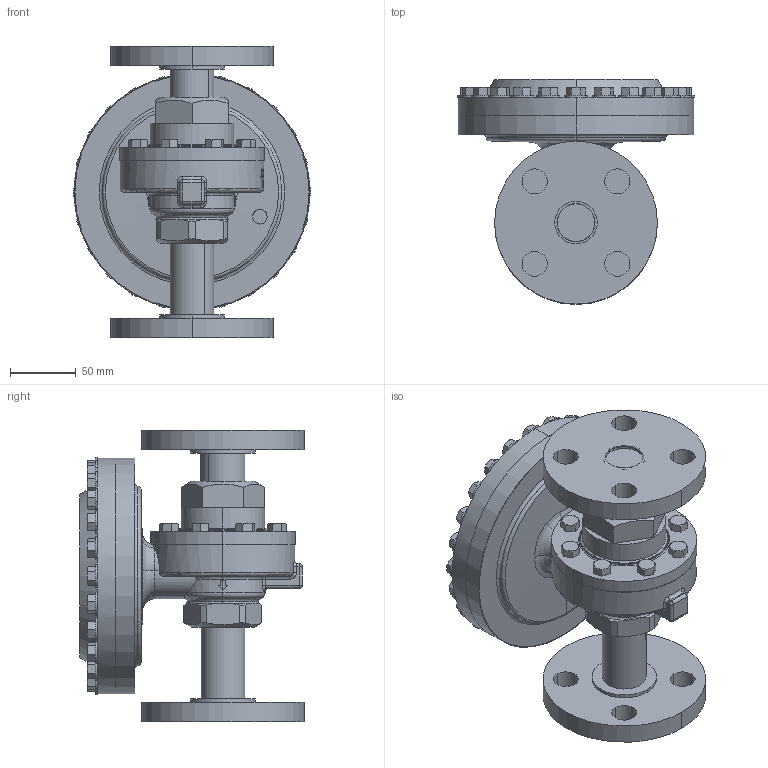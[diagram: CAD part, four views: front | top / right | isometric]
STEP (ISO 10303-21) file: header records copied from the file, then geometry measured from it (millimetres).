
FILE_DESCRIPTION (( 'STEP AP203' ), '1' );
FILE_NAME ('56-100-BR+DI-F3.step', '2017-10-04T15:17:30', ( '' ), ( '' ), 'SwSTEP 2.0', 'SolidWorks 2014', '' );
FILE_SCHEMA (( 'CONFIG_CONTROL_DESIGN' ));
Products named in the file (1): 56-100-BR+DI-F3
Bounding box: 181 x 171.03 x 222.25 mm (x, y, z)
Volume: 1993255.5 mm3; surface area: 194576.5 mm2
Topology: 1 solids, 1 shells, 926 faces, 2248 edges, 1388 vertices
Faces by surface type: plane 412, cone 223, cylinder 151, bspline 106, torus 28, sphere 6
Entity records: 44531 total; most frequent: CARTESIAN_POINT 23825, ORIENTED_EDGE 4488, DIRECTION 3992, EDGE_CURVE 2244, AXIS2_PLACEMENT_3D 1586, VERTEX_POINT 1388, EDGE_LOOP 1012, ADVANCED_FACE 926
